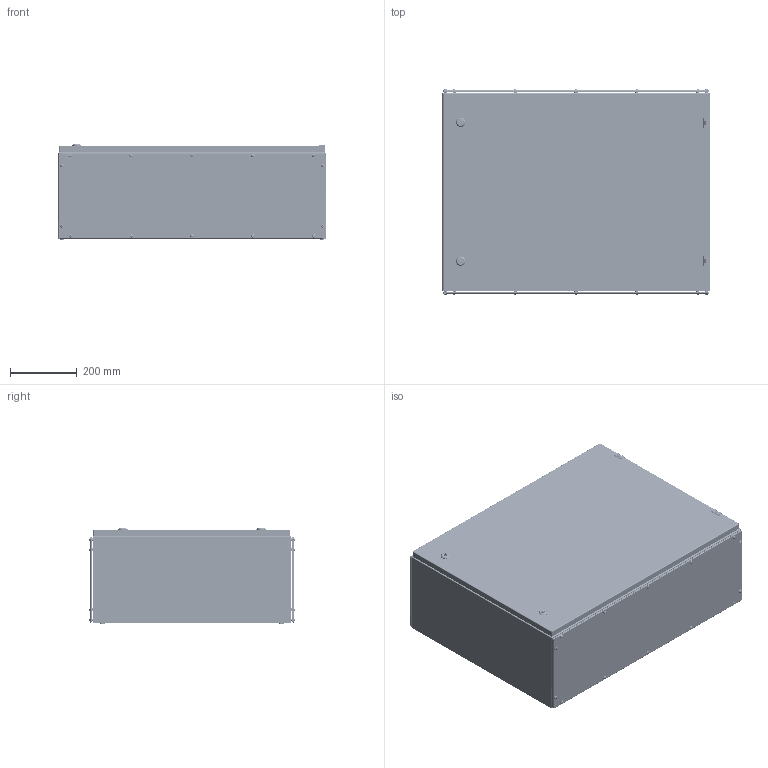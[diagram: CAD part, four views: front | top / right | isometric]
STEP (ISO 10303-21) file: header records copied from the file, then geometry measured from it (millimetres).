
FILE_DESCRIPTION (( 'STEP AP214' ), '1' );
FILE_NAME ('11.080.060.28.STEP', '2024-06-05T11:09:51', ( '' ), ( '' ), 'SwSTEP 2.0', 'SolidWorks 2021', '' );
FILE_SCHEMA (( 'AUTOMOTIVE_DESIGN' ));
Length unit declared in the file: millimetre
Products named in the file (27): Ãàéêà M6 DIN6923.step; Áîëò Ì6õ10 ñ øåñòèãðàííîé ãîëîâêîé ñ ïðåññøàéáîé; Çàêëåïêà ðåçüáîâàÿ Ì8 øåñòèãðàííàÿ ñ óìåíüøåííûì áîðòîì; Ðåéêà H600; Çàêëåïêà ðåçüáîâàÿ Ì5 øåñòèãðàííàÿ ñ óìåíüøåííûì áîðòîì; 8SJ_MS705-1_0040.stp; 417.860; Äâåðíîå ïîëîòíî W800H600; SW6X8.stp; Øïèëüêà ïðèâàðíàÿ Ì6õ10; ﾇ瑟鶴 ﾀﾑ ms1000-3M.stp; Ãàñêåòèíã äâåðè W800H600; 8SJ_MS705_0510.stp; 8SJ_MS705_0010.stp; Êîðïóñ øêàôà W800H600D280; ﾄ粢 ﾑﾁ W800H600; Øïèëüêà ïðèâàðíàÿ Ì6õ20; 署赅 W800D280; Øïèëüêà ïðèâàðíàÿ Ì6õ15; Êàðêàñ øêàôà W800H600D280; 8SJ_S1B_0001.stp; Âèíò DIN 967 Ì5õ16 ñ ïîëóêðóãëîé ãîëîâêîé ñ êðåñòîîáðàçíûì øëèöåì; 11.080.060.28; Ïðîêëàäêà êðûøêè W800D280; Ïåðåìû÷êà êàðêàñà W800; 8SJ_MS705_0760.stp; 嵑謺麃 檐
Assembly tree (104 placements, depth 4):
  11.080.060.28
    Êàðêàñ øêàôà W800H600D280
      Êîðïóñ øêàôà W800H600D280
      Ïåðåìû÷êà êàðêàñà W800  x2
      Øïèëüêà ïðèâàðíàÿ Ì6õ15  x8
      Øïèëüêà ïðèâàðíàÿ Ì6õ20  x4
    署赅 W800D280  x2
    Ïðîêëàäêà êðûøêè W800D280  x2
    ﾄ粢 ﾑﾁ W800H600
      Äâåðíîå ïîëîòíî W800H600
      Ðåéêà H600  x2
      Ãàñêåòèíã äâåðè W800H600
      Øïèëüêà ïðèâàðíàÿ Ì6õ10  x2
      ﾇ瑟鶴 ﾀﾑ ms1000-3M.stp  x2
        8SJ_MS705_0010.stp
        8SJ_MS705_0510.stp
        8SJ_MS705_0760.stp
        8SJ_S1B_0001.stp
        8SJ_MS705-1_0040.stp
        SW6X8.stp
    嵑謺麃 檐  x2
    Áîëò Ì6õ10 ñ øåñòèãðàííîé ãîëîâêîé ñ ïðåññøàéáîé  x2
    Çàêëåïêà ðåçüáîâàÿ Ì5 øåñòèãðàííàÿ ñ óìåíüøåííûì áîðòîì  x28
    Âèíò DIN 967 Ì5õ16 ñ ïîëóêðóãëîé ãîëîâêîé ñ êðåñòîîáðàçíûì øëèöåì  x28
    Çàêëåïêà ðåçüáîâàÿ Ì8 øåñòèãðàííàÿ ñ óìåíüøåííûì áîðòîì  x4
    417.860
    Ãàéêà M6 DIN6923.step  x4
Bounding box: 800 x 615.11 x 284.65 mm (x, y, z)
Volume: 3077825.4 mm3; surface area: 5164451.2 mm2
Topology: 104 solids, 116 shells, 6398 faces, 16186 edges, 10066 vertices
Faces by surface type: plane 2657, cylinder 2266, bspline 689, cone 340, torus 278, sphere 168
Entity records: 88484 total; most frequent: CARTESIAN_POINT 43213, ORIENTED_EDGE 9658, DIRECTION 8188, EDGE_CURVE 4835, VERTEX_POINT 2985, AXIS2_PLACEMENT_3D 2769, VECTOR 2650, LINE 2650
